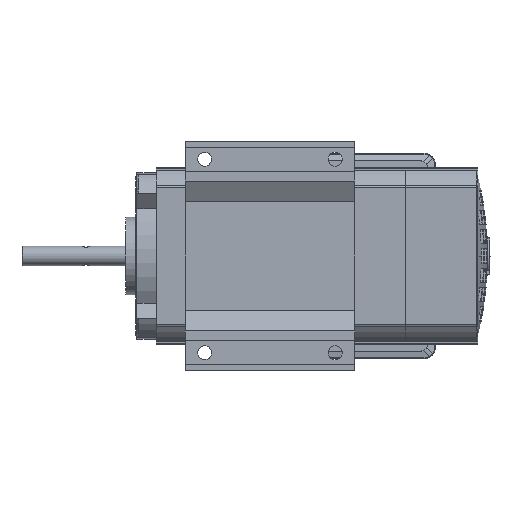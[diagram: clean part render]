
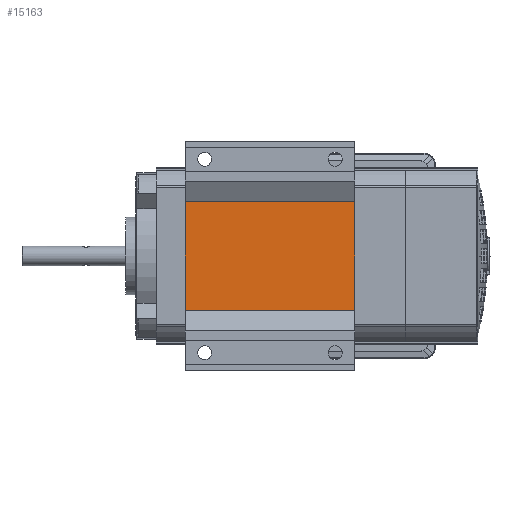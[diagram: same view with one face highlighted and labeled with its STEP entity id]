
A CAD part, front view. The second image highlights one B-rep face of the part: STEP entity #15163.
In plain terms, the highlighted planar face has unit normal (0, -1, 0).
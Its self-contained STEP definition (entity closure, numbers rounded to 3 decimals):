
#15163=ADVANCED_FACE('',(#23586),#23587,.F.);
#23586=FACE_OUTER_BOUND('',#35965,.T.);
#23587=PLANE('',#35966);
#35965=EDGE_LOOP('',(#45847,#45848,#45849,#45850));
#35966=AXIS2_PLACEMENT_3D('',#45851,#45852,#45853);
#45847=ORIENTED_EDGE('',*,*,#53960,.F.);
#45848=ORIENTED_EDGE('',*,*,#53961,.F.);
#45849=ORIENTED_EDGE('',*,*,#53902,.F.);
#45850=ORIENTED_EDGE('',*,*,#53936,.T.);
#45851=CARTESIAN_POINT('',(72.186,-39.999,-73.184));
#45852=DIRECTION('',(-0.0,1.0,0.0));
#45853=DIRECTION('',(1.0,0.0,0.0));
#53902=EDGE_CURVE('',#65984,#65986,#65987,.T.);
#53936=EDGE_CURVE('',#65984,#66042,#66044,.T.);
#53960=EDGE_CURVE('',#66080,#66042,#66081,.T.);
#53961=EDGE_CURVE('',#65986,#66080,#66082,.T.);
#65984=VERTEX_POINT('',#86388);
#65986=VERTEX_POINT('',#86391);
#65987=LINE('',#86392,#86393);
#66042=VERTEX_POINT('',#86612);
#66044=LINE('',#86615,#86616);
#66080=VERTEX_POINT('',#86658);
#66081=LINE('',#86659,#86660);
#66082=LINE('',#86661,#86662);
#86388=CARTESIAN_POINT('',(72.186,-39.999,-50.684));
#86391=CARTESIAN_POINT('',(72.186,-39.999,-95.684));
#86392=CARTESIAN_POINT('',(72.186,-39.999,-73.187));
#86393=VECTOR('',#97261,1.0);
#86612=CARTESIAN_POINT('',(2.186,-39.999,-50.684));
#86615=CARTESIAN_POINT('',(72.186,-39.999,-50.684));
#86616=VECTOR('',#97294,1.0);
#86658=CARTESIAN_POINT('',(2.186,-39.999,-95.684));
#86659=CARTESIAN_POINT('',(2.186,-39.999,-58.684));
#86660=VECTOR('',#97319,1.0);
#86661=CARTESIAN_POINT('',(72.186,-39.999,-95.684));
#86662=VECTOR('',#97320,1.0);
#97261=DIRECTION('',(0.,0.0,-1.0));
#97294=DIRECTION('',(-1.0,0.0,0.));
#97319=DIRECTION('',(0.,0.0,1.0));
#97320=DIRECTION('',(-1.0,0.0,0.));
